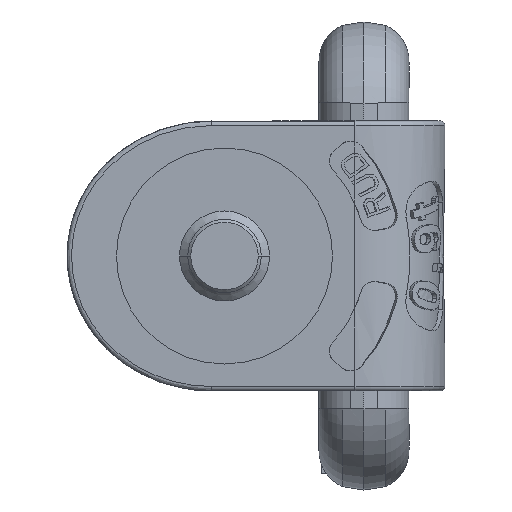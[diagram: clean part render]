
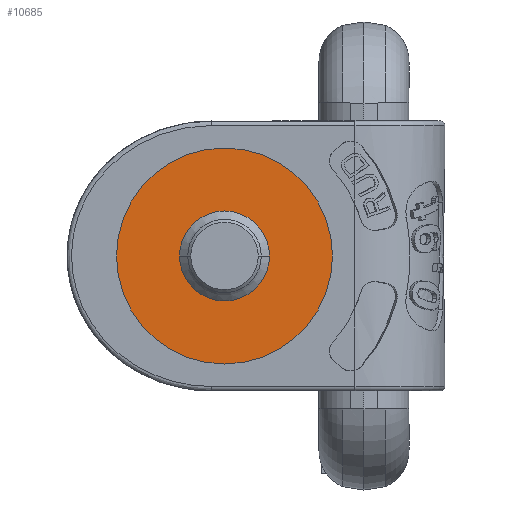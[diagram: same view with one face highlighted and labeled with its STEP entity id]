
A CAD part, front view. The second image highlights one B-rep face of the part: STEP entity #10685.
In plain terms, the highlighted planar face has unit normal (0, -1, 0).
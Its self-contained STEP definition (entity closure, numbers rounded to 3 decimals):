
#109=CARTESIAN_POINT('',(-27.,-3.5,0.));
#110=DIRECTION('',(0.,1.,0.));
#111=DIRECTION('',(-1.,0.,0.));
#112=AXIS2_PLACEMENT_3D('',#109,#110,#111);
#114=CARTESIAN_POINT('',(-27.,-3.5,0.));
#115=DIRECTION('',(0.,-1.,0.));
#116=DIRECTION('',(-1.,0.,0.));
#117=AXIS2_PLACEMENT_3D('',#114,#115,#116);
#119=CARTESIAN_POINT('',(-27.,-3.5,0.));
#120=DIRECTION('',(0.,-1.,0.));
#121=DIRECTION('',(-1.,0.,0.));
#122=AXIS2_PLACEMENT_3D('',#119,#120,#121);
#124=CARTESIAN_POINT('',(-27.,-3.5,0.));
#125=DIRECTION('',(0.,-1.,0.));
#126=DIRECTION('',(1.,0.,0.));
#127=AXIS2_PLACEMENT_3D('',#124,#125,#126);
#10487=CARTESIAN_POINT('',(-39.,-3.5,0.));
#10489=VERTEX_POINT('',#10487);
#10495=CARTESIAN_POINT('',(-15.,-3.5,0.));
#10497=VERTEX_POINT('',#10495);
#10518=CARTESIAN_POINT('',(-32.,-3.5,0.));
#10519=CARTESIAN_POINT('',(-22.,-3.5,0.));
#10520=VERTEX_POINT('',#10518);
#10521=VERTEX_POINT('',#10519);
#10670=CARTESIAN_POINT('',(-27.,-3.5,0.));
#10671=DIRECTION('',(0.,-1.,0.));
#10672=DIRECTION('',(-1.,0.,0.));
#10673=AXIS2_PLACEMENT_3D('',#10670,#10671,#10672);
#10674=PLANE('',#10673);
#10675=ORIENTED_EDGE('',*,*,#10665,.T.);
#10676=ORIENTED_EDGE('',*,*,#10649,.F.);
#10677=EDGE_LOOP('',(#10675,#10676));
#10678=FACE_OUTER_BOUND('',#10677,.F.);
#10680=ORIENTED_EDGE('',*,*,#10679,.T.);
#10682=ORIENTED_EDGE('',*,*,#10681,.T.);
#10683=EDGE_LOOP('',(#10680,#10682));
#10684=FACE_BOUND('',#10683,.F.);
#10685=ADVANCED_FACE('',(#10678,#10684),#10674,.T.);
#113=CIRCLE('',#112,12.);
#118=CIRCLE('',#117,12.);
#123=CIRCLE('',#122,5.);
#128=CIRCLE('',#127,5.);
#10649=EDGE_CURVE('',#10489,#10497,#118,.T.);
#10665=EDGE_CURVE('',#10489,#10497,#113,.T.);
#10679=EDGE_CURVE('',#10520,#10521,#123,.T.);
#10681=EDGE_CURVE('',#10521,#10520,#128,.T.);
